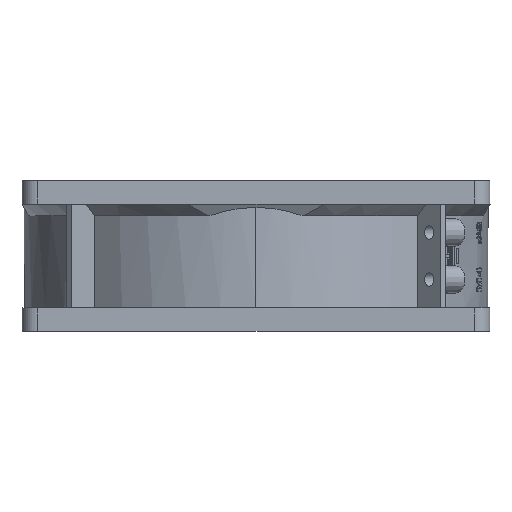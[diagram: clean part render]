
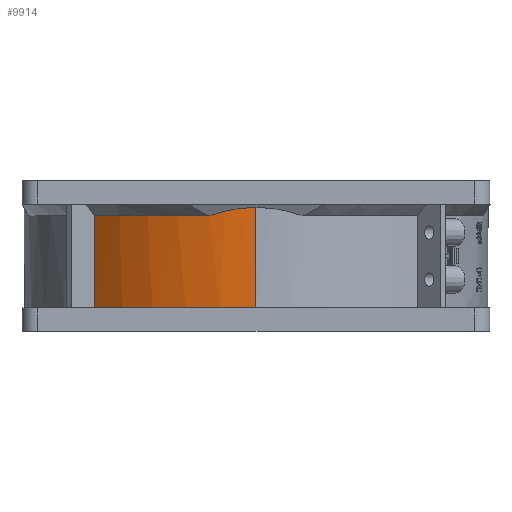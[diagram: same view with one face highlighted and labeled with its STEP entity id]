
A CAD part, left-side view. The second image highlights one B-rep face of the part: STEP entity #9914.
In plain terms, the highlighted cylindrical face has radius 59.25 mm (diameter 118.5 mm), a partial arc.
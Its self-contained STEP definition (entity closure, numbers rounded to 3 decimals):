
#7 = VECTOR ( 'NONE', #15343, 1000. ) ;
#181 = CYLINDRICAL_SURFACE ( 'NONE', #2666, 59.25 ) ;
#1855 = AXIS2_PLACEMENT_3D ( 'NONE', #2798, #17499, #8522 ) ;
#2342 = LINE ( 'NONE', #10761, #7 ) ;
#2475 = CARTESIAN_POINT ( 'NONE',  ( -59.25, 4.042, -6.866 ) ) ;
#2666 = AXIS2_PLACEMENT_3D ( 'NONE', #11192, #17131, #12688 ) ;
#2798 = CARTESIAN_POINT ( 'NONE',  ( 0., 0., -32.5 ) ) ;
#2992 = EDGE_CURVE ( 'NONE', #9746, #8645, #14491, .T. ) ;
#3255 = AXIS2_PLACEMENT_3D ( 'NONE', #15528, #17148, #17276 ) ;
#3762 = CARTESIAN_POINT ( 'NONE',  ( -58.838, 8.062, -7.58 ) ) ;
#3875 = FACE_OUTER_BOUND ( 'NONE', #16613, .T. ) ;
#4050 = ORIENTED_EDGE ( 'NONE', *, *, #11527, .F. ) ;
#4549 = DIRECTION ( 'NONE',  ( 0., 0., 1. ) ) ;
#5292 = CARTESIAN_POINT ( 'NONE',  ( -59.25, 0., -6.866 ) ) ;
#5743 = VERTEX_POINT ( 'NONE', #16673 ) ;
#7137 = EDGE_CURVE ( 'NONE', #17786, #5743, #11176, .T. ) ;
#8128 = LINE ( 'NONE', #17996, #18315 ) ;
#8522 = DIRECTION ( 'NONE',  ( 1., 0., 0. ) ) ;
#8645 = VERTEX_POINT ( 'NONE', #18702 ) ;
#9490 =( BOUNDED_CURVE ( )  B_SPLINE_CURVE ( 3, ( #15739, #3762, #2475, #5292 ),
 .UNSPECIFIED., .F., .F. ) 
 B_SPLINE_CURVE_WITH_KNOTS ( ( 4, 4 ),
 ( 6.079, 6.283 ),
 .UNSPECIFIED. ) 
 CURVE ( )  GEOMETRIC_REPRESENTATION_ITEM ( )  RATIONAL_B_SPLINE_CURVE ( ( 1., 0.997, 0.997, 1. ) ) 
 REPRESENTATION_ITEM ( '' )  );
#9691 = CARTESIAN_POINT ( 'NONE',  ( -42.528, 41.255, -9. ) ) ;
#9746 = VERTEX_POINT ( 'NONE', #10616 ) ;
#9914 = ADVANCED_FACE ( 'NONE', ( #3875 ), #181, .T. ) ;
#10616 = CARTESIAN_POINT ( 'NONE',  ( -42.528, 41.255, -32.5 ) ) ;
#10761 = CARTESIAN_POINT ( 'NONE',  ( -42.528, 41.255, -33.825 ) ) ;
#11176 = CIRCLE ( 'NONE', #3255, 59.25 ) ;
#11192 = CARTESIAN_POINT ( 'NONE',  ( 0., 0., -33.825 ) ) ;
#11527 = EDGE_CURVE ( 'NONE', #5743, #17825, #9490, .T. ) ;
#12688 = DIRECTION ( 'NONE',  ( -1., 0., 0. ) ) ;
#12957 = ORIENTED_EDGE ( 'NONE', *, *, #2992, .T. ) ;
#13098 = CARTESIAN_POINT ( 'NONE',  ( -59.25, 0., -6.866 ) ) ;
#14491 = CIRCLE ( 'NONE', #1855, 59.25 ) ;
#15003 = EDGE_CURVE ( 'NONE', #8645, #17825, #8128, .T. ) ;
#15343 = DIRECTION ( 'NONE',  ( 0., 0., -1. ) ) ;
#15452 = ORIENTED_EDGE ( 'NONE', *, *, #15003, .T. ) ;
#15528 = CARTESIAN_POINT ( 'NONE',  ( 0., 0., -9. ) ) ;
#15739 = CARTESIAN_POINT ( 'NONE',  ( -58.018, 12.02, -9. ) ) ;
#16613 = EDGE_LOOP ( 'NONE', ( #12957, #15452, #4050, #19115, #17859 ) ) ;
#16673 = CARTESIAN_POINT ( 'NONE',  ( -58.018, 12.02, -9. ) ) ;
#17131 = DIRECTION ( 'NONE',  ( 0., 0., 1. ) ) ;
#17132 = EDGE_CURVE ( 'NONE', #17786, #9746, #2342, .T. ) ;
#17148 = DIRECTION ( 'NONE',  ( 0., 0., 1. ) ) ;
#17276 = DIRECTION ( 'NONE',  ( 1., 0., 0. ) ) ;
#17499 = DIRECTION ( 'NONE',  ( 0., 0., 1. ) ) ;
#17786 = VERTEX_POINT ( 'NONE', #9691 ) ;
#17825 = VERTEX_POINT ( 'NONE', #13098 ) ;
#17859 = ORIENTED_EDGE ( 'NONE', *, *, #17132, .T. ) ;
#17996 = CARTESIAN_POINT ( 'NONE',  ( -59.25, 0., -33.825 ) ) ;
#18315 = VECTOR ( 'NONE', #4549, 1000. ) ;
#18702 = CARTESIAN_POINT ( 'NONE',  ( -59.25, 0., -32.5 ) ) ;
#19115 = ORIENTED_EDGE ( 'NONE', *, *, #7137, .F. ) ;
